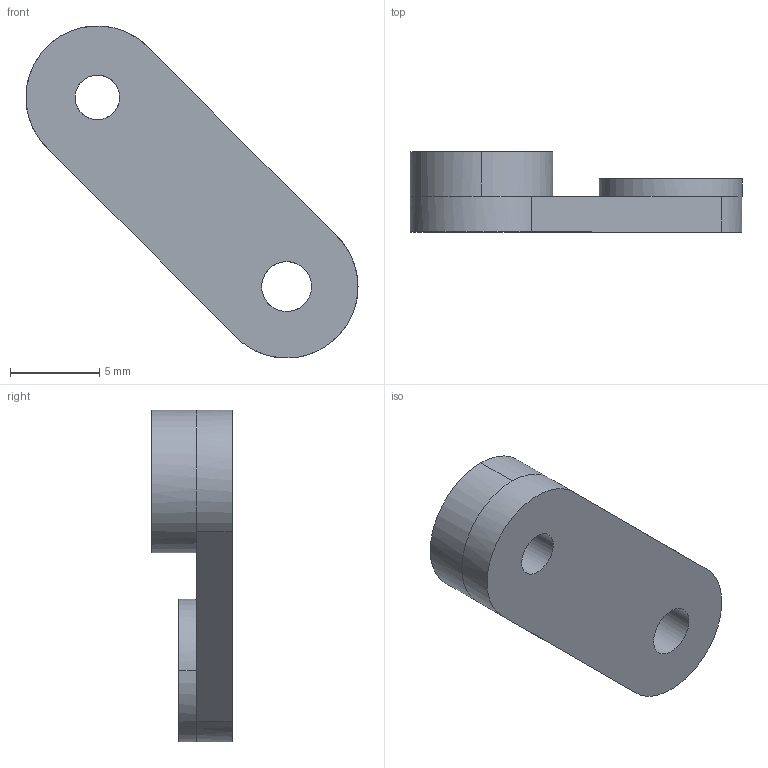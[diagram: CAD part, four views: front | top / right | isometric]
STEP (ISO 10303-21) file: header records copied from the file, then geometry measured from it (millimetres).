
FILE_DESCRIPTION(/* description */ (''),/* implementation_level */ '2;1');
FILE_NAME(/* name */ 'B5',/* time_stamp */ '2022-09-17T11:10:26+02:00',/* author */ (''),/* organization */ (''),/* preprocessor_version */ 'ST-DEVELOPER v16.5',/* originating_system */ 'Rhino 7.21',/* authorisation */ '');
FILE_SCHEMA (('CONFIG_CONTROL_DESIGN'));
Length unit declared in the file: millimetre
Products named in the file (1): Document
Bounding box: 18.61 x 4.5 x 18.61 mm (x, y, z)
Volume: 435.1 mm3; surface area: 599.6 mm2
Topology: 1 solids, 1 shells, 19 faces, 44 edges, 28 vertices
Faces by surface type: cylinder 12, plane 7
Entity records: 593 total; most frequent: CARTESIAN_POINT 209, ORIENTED_EDGE 88, EDGE_CURVE 44, VERTEX_POINT 28, EDGE_LOOP 24, DIRECTION 23, AXIS2_PLACEMENT_3D 21, ADVANCED_FACE 19
